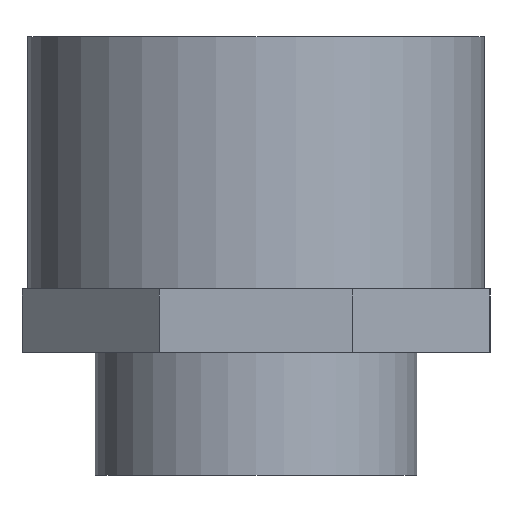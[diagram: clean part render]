
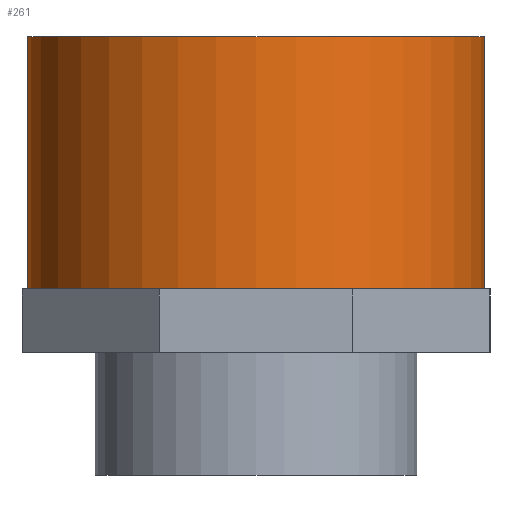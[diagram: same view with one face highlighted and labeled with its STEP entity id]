
A CAD part, front view. The second image highlights one B-rep face of the part: STEP entity #261.
In plain terms, the highlighted cylindrical face has radius 62.5 mm (diameter 125 mm), a full revolution.
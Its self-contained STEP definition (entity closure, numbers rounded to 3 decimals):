
#77=FACE_BOUND($,#106,.T.);
#87=FACE_OUTER_BOUND($,#105,.T.);
#105=EDGE_LOOP($,(#195));
#106=EDGE_LOOP($,(#196));
#131=CIRCLE($,#286,62.5);
#132=CIRCLE($,#287,62.5);
#139=VERTEX_POINT($,#392);
#140=VERTEX_POINT($,#394);
#163=EDGE_CURVE($,#139,#139,#131,.T.);
#164=EDGE_CURVE($,#140,#140,#132,.T.);
#195=ORIENTED_EDGE($,*,*,#163,.T.);
#196=ORIENTED_EDGE($,*,*,#164,.F.);
#257=CYLINDRICAL_SURFACE($,#285,62.5);
#261=ADVANCED_FACE($,(#87,#77),#257,.T.);
#285=AXIS2_PLACEMENT_3D($,#391,#318,#319);
#286=AXIS2_PLACEMENT_3D($,#393,#320,#321);
#287=AXIS2_PLACEMENT_3D($,#395,#322,#323);
#318=DIRECTION('center_axis',(0.,0.,1.));
#319=DIRECTION('ref_axis',(1.,0.,0.));
#320=DIRECTION('center_axis',(0.,0.,1.));
#321=DIRECTION('ref_axis',(1.,0.,0.));
#322=DIRECTION('center_axis',(0.,0.,1.));
#323=DIRECTION('ref_axis',(1.,0.,0.));
#391=CARTESIAN_POINT('Origin',(0.,0.,51.));
#392=CARTESIAN_POINT('',(-62.5,0.,51.));
#393=CARTESIAN_POINT('Origin',(0.,0.,51.));
#394=CARTESIAN_POINT('',(-62.5,0.,120.));
#395=CARTESIAN_POINT('Origin',(0.,0.,120.));
